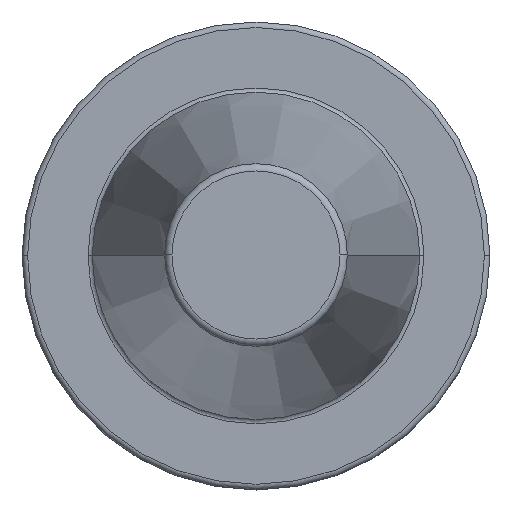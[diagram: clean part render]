
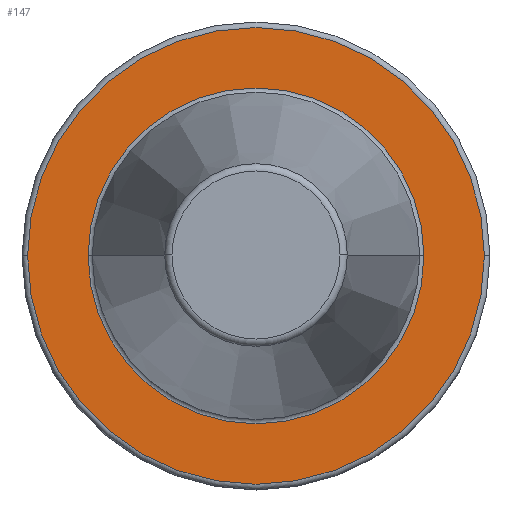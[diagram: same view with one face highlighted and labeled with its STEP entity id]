
A CAD part, top view. The second image highlights one B-rep face of the part: STEP entity #147.
In plain terms, the highlighted planar face has unit normal (0, 0, 1).
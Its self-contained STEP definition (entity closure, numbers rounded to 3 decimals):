
#35=FACE_BOUND('',#260,.T.);
#36=FACE_BOUND('',#261,.T.);
#47=PLANE('',#823);
#147=ADVANCED_FACE('',(#35,#36),#47,.F.);
#260=EDGE_LOOP('',(#397,#398));
#261=EDGE_LOOP('',(#399,#400));
#397=ORIENTED_EDGE('',*,*,#588,.F.);
#398=ORIENTED_EDGE('',*,*,#612,.F.);
#399=ORIENTED_EDGE('',*,*,#534,.T.);
#400=ORIENTED_EDGE('',*,*,#536,.T.);
#478=VERTEX_POINT('',#1142);
#480=VERTEX_POINT('',#1146);
#519=VERTEX_POINT('',#1256);
#520=VERTEX_POINT('',#1257);
#534=EDGE_CURVE('',#478,#480,#630,.T.);
#536=EDGE_CURVE('',#480,#478,#632,.T.);
#588=EDGE_CURVE('',#519,#520,#668,.T.);
#612=EDGE_CURVE('',#520,#519,#686,.T.);
#630=CIRCLE('',#737,22.79);
#632=CIRCLE('',#740,22.79);
#668=CIRCLE('',#791,31.);
#686=CIRCLE('',#822,31.);
#737=AXIS2_PLACEMENT_3D('',#1147,#871,#872);
#740=AXIS2_PLACEMENT_3D('',#1150,#877,#878);
#791=AXIS2_PLACEMENT_3D('',#1255,#995,#996);
#822=AXIS2_PLACEMENT_3D('',#1304,#1063,#1064);
#823=AXIS2_PLACEMENT_3D('',#1305,#1065,#1066);
#871=DIRECTION('',(0.,0.,-1.));
#872=DIRECTION('',(-1.,0.,0.));
#877=DIRECTION('',(0.,0.,-1.));
#878=DIRECTION('',(-1.,0.,0.));
#995=DIRECTION('',(0.,0.,-1.));
#996=DIRECTION('',(-1.,0.,0.));
#1063=DIRECTION('',(0.,0.,-1.));
#1064=DIRECTION('',(-1.,0.,0.));
#1065=DIRECTION('',(0.,0.,-1.));
#1066=DIRECTION('',(1.,0.,0.));
#1142=CARTESIAN_POINT('',(-22.79,0.,-3.2));
#1146=CARTESIAN_POINT('',(22.79,0.,-3.2));
#1147=CARTESIAN_POINT('',(0.,0.,-3.2));
#1150=CARTESIAN_POINT('',(0.,0.,-3.2));
#1255=CARTESIAN_POINT('',(0.,0.,-3.2));
#1256=CARTESIAN_POINT('',(-31.,0.,-3.2));
#1257=CARTESIAN_POINT('',(31.,0.,-3.2));
#1304=CARTESIAN_POINT('',(0.,0.,-3.2));
#1305=CARTESIAN_POINT('',(0.,22.79,-3.2));
